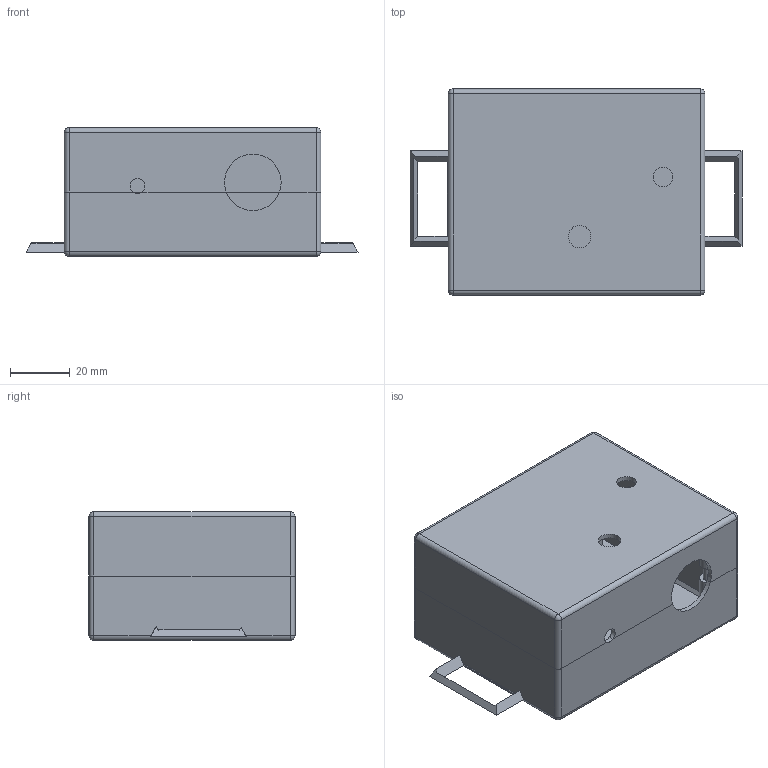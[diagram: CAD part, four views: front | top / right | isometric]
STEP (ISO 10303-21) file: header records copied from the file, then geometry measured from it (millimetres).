
FILE_DESCRIPTION(/* description */ (''),/* implementation_level */ '2;1');
FILE_NAME(/* name */ 'esp3.step',/* time_stamp */ '2025-08-11T03:23:21+01:00',/* author */ (''),/* organization */ (''),/* preprocessor_version */ 'ST-DEVELOPER v20.1',/* originating_system */ 'Autodesk Translation Framework v14.10.0.0',/* authorisation */ '');
FILE_SCHEMA (('AUTOMOTIVE_DESIGN { 1 0 10303 214 3 1 1 }'));
Length unit declared in the file: millimetre
Products named in the file (3): 2025-08-06-21-08-12-900; 2025-08-06-22-28-14-132; 2025-08-06-22-28-33-927
Assembly tree (2 placements, depth 2):
  2025-08-06-21-08-12-900
    2025-08-06-22-28-14-132
    2025-08-06-22-28-33-927
Bounding box: 111.5 x 69.2 x 43.2 mm (x, y, z)
Volume: 40469.9 mm3; surface area: 52140.8 mm2
Topology: 2 solids, 2 shells, 121 faces, 289 edges, 178 vertices
Faces by surface type: plane 70, cylinder 39, sphere 8, cone 4
Full cylindrical faces by diameter (mm): 3 x4, 3.35 x4, 5.35 x4, 5.5 x4, 6.5 x1, 7.5 x1
Entity records: 3518 total; most frequent: DIRECTION 619, CARTESIAN_POINT 585, ORIENTED_EDGE 562, EDGE_CURVE 281, AXIS2_PLACEMENT_3D 212, LINE 195, VECTOR 195, VERTEX_POINT 178
